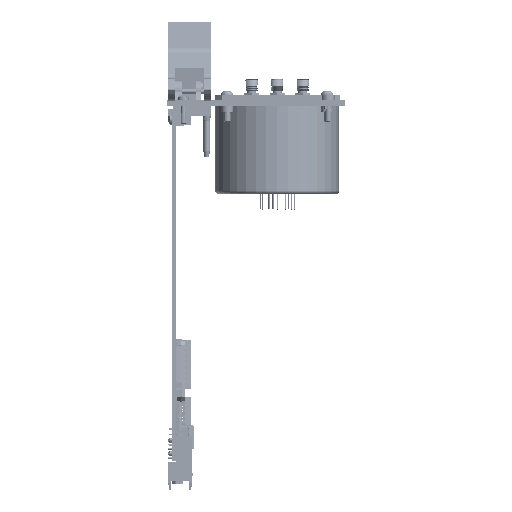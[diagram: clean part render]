
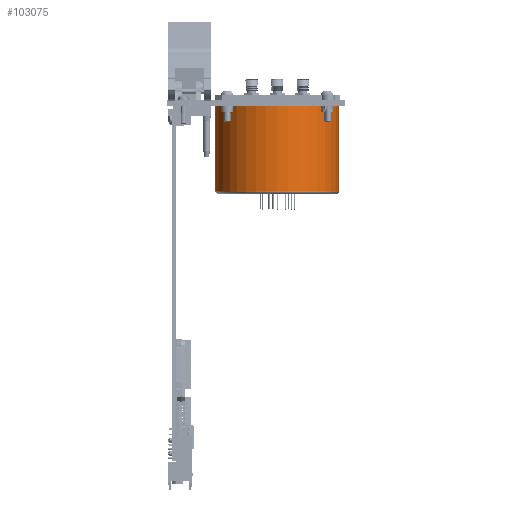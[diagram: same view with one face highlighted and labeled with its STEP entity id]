
A CAD part, front view. The second image highlights one B-rep face of the part: STEP entity #103075.
In plain terms, the highlighted cylindrical face has radius 28.45 mm (diameter 56.9 mm), a full revolution.
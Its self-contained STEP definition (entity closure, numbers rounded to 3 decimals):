
#15825 = AXIS2_PLACEMENT_3D ( 'NONE', #106374, #106377, #106381 ) ;
#15832 = AXIS2_PLACEMENT_3D ( 'NONE', #106425, #106428, #106431 ) ;
#15835 = AXIS2_PLACEMENT_3D ( 'NONE', #106439, #106442, #106446 ) ;
#15838 = AXIS2_PLACEMENT_3D ( 'NONE', #106453, #106456, #106459 ) ;
#32257 = CARTESIAN_POINT ( 'NONE',  ( -89.229, 14.559, -67.072 ) ) ;
#32258 = CARTESIAN_POINT ( 'NONE',  ( -89.229, 14.559, -36.572 ) ) ;
#32262 = CARTESIAN_POINT ( 'NONE',  ( -39.229, 14.559, -67.072 ) ) ;
#32266 = CARTESIAN_POINT ( 'NONE',  ( -39.229, 14.559, -36.572 ) ) ;
#53114 = AXIS2_PLACEMENT_3D ( 'NONE', #60049, #60055, #60076 ) ;
#57891 = FACE_OUTER_BOUND ( 'NONE', #192913, .T. ) ;
#57894 = FACE_OUTER_BOUND ( 'NONE', #192932, .T. ) ;
#57900 = FACE_BOUND ( 'NONE', #192939, .T. ) ;
#57950 = CYLINDRICAL_SURFACE ( 'NONE', #53114, 28.45 ) ;
#60049 = CARTESIAN_POINT ( 'NONE',  ( -64.229, 0.98, -73.572 ) ) ;
#60055 = DIRECTION ( 'NONE',  ( 0., 0., 1. ) ) ;
#60076 = DIRECTION ( 'NONE',  ( 1., 0., 0. ) ) ;
#69290 = LINE ( 'NONE', #106285, #69312 ) ;
#69306 = CIRCLE ( 'NONE', #15825, 28.45 ) ;
#69312 = VECTOR ( 'NONE', #106324, 1000. ) ;
#69322 = LINE ( 'NONE', #106392, #69348 ) ;
#69346 = CIRCLE ( 'NONE', #15832, 28.45 ) ;
#69348 = VECTOR ( 'NONE', #106408, 1000. ) ;
#69355 = CIRCLE ( 'NONE', #15835, 28.45 ) ;
#69358 = CIRCLE ( 'NONE', #15838, 28.45 ) ;
#101517 = EDGE_CURVE ( 'NONE', #185725, #185726, #69290, .T. ) ;
#101533 = EDGE_CURVE ( 'NONE', #185730, #185725, #69306, .T. ) ;
#101543 = EDGE_CURVE ( 'NONE', #185734, #185730, #69322, .T. ) ;
#101546 = EDGE_CURVE ( 'NONE', #112647, #112647, #69346, .T. ) ;
#101548 = EDGE_CURVE ( 'NONE', #112651, #112651, #69355, .T. ) ;
#101550 = EDGE_CURVE ( 'NONE', #185726, #185734, #69358, .T. ) ;
#103075 = ADVANCED_FACE ( 'NONE', ( #57891, #57894, #57900 ), #57950, .T. ) ;
#106285 = CARTESIAN_POINT ( 'NONE',  ( -89.229, 14.559, -73.572 ) ) ;
#106324 = DIRECTION ( 'NONE',  ( 0., 0., 1. ) ) ;
#106374 = CARTESIAN_POINT ( 'NONE',  ( -64.229, 0.98, -67.072 ) ) ;
#106377 = DIRECTION ( 'NONE',  ( 0., 0., 1. ) ) ;
#106381 = DIRECTION ( 'NONE',  ( 1., 0., 0. ) ) ;
#106392 = CARTESIAN_POINT ( 'NONE',  ( -39.229, 14.559, -73.572 ) ) ;
#106408 = DIRECTION ( 'NONE',  ( 0., 0., -1. ) ) ;
#106425 = CARTESIAN_POINT ( 'NONE',  ( -64.229, 0.98, -31.572 ) ) ;
#106428 = DIRECTION ( 'NONE',  ( 0., 0., -1. ) ) ;
#106431 = DIRECTION ( 'NONE',  ( -1., 0., 0. ) ) ;
#106439 = CARTESIAN_POINT ( 'NONE',  ( -64.229, 0.98, -72.072 ) ) ;
#106442 = DIRECTION ( 'NONE',  ( 0., 0., 1. ) ) ;
#106446 = DIRECTION ( 'NONE',  ( -1., 0., 0. ) ) ;
#106453 = CARTESIAN_POINT ( 'NONE',  ( -64.229, 0.98, -36.572 ) ) ;
#106456 = DIRECTION ( 'NONE',  ( 0., 0., -1. ) ) ;
#106459 = DIRECTION ( 'NONE',  ( -1., 0., 0. ) ) ;
#112647 = VERTEX_POINT ( 'NONE', #115838 ) ;
#112651 = VERTEX_POINT ( 'NONE', #115840 ) ;
#115838 = CARTESIAN_POINT ( 'NONE',  ( -92.679, 0.98, -31.572 ) ) ;
#115840 = CARTESIAN_POINT ( 'NONE',  ( -92.679, 0.98, -72.072 ) ) ;
#162482 = ORIENTED_EDGE ( 'NONE', *, *, #101546, .T. ) ;
#162484 = ORIENTED_EDGE ( 'NONE', *, *, #101548, .T. ) ;
#162487 = ORIENTED_EDGE ( 'NONE', *, *, #101543, .F. ) ;
#162490 = ORIENTED_EDGE ( 'NONE', *, *, #101550, .F. ) ;
#162493 = ORIENTED_EDGE ( 'NONE', *, *, #101517, .F. ) ;
#162496 = ORIENTED_EDGE ( 'NONE', *, *, #101533, .F. ) ;
#185725 = VERTEX_POINT ( 'NONE', #32257 ) ;
#185726 = VERTEX_POINT ( 'NONE', #32258 ) ;
#185730 = VERTEX_POINT ( 'NONE', #32262 ) ;
#185734 = VERTEX_POINT ( 'NONE', #32266 ) ;
#192913 = EDGE_LOOP ( 'NONE', ( #162482 ) ) ;
#192932 = EDGE_LOOP ( 'NONE', ( #162484 ) ) ;
#192939 = EDGE_LOOP ( 'NONE', ( #162487, #162490, #162493, #162496 ) ) ;
